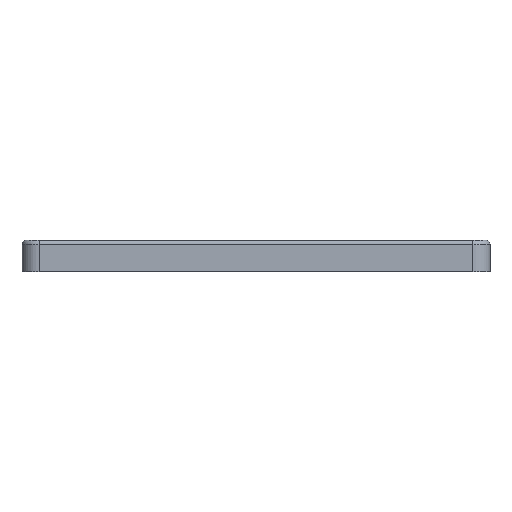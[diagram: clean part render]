
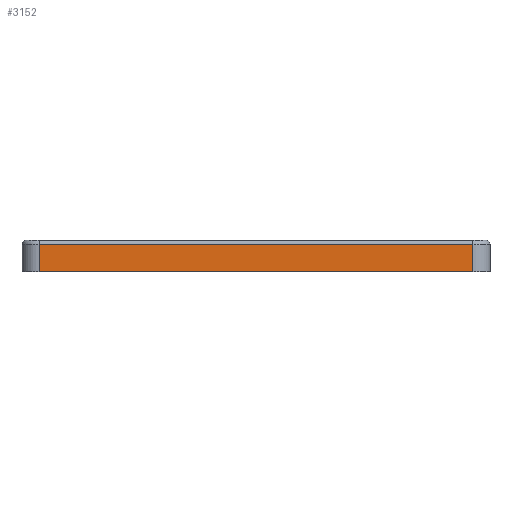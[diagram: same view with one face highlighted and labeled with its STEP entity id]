
A CAD part, left-side view. The second image highlights one B-rep face of the part: STEP entity #3152.
In plain terms, the highlighted planar face has unit normal (-1, 0, 0).
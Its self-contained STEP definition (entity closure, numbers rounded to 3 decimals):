
#3113=CARTESIAN_POINT('',(-5395.883,-875.974,210.989));
#3114=DIRECTION('',(1.,0.,-0.));
#3115=DIRECTION('',(0.,-1.,0.));
#3116=AXIS2_PLACEMENT_3D('',#3113,#3114,#3115);
#3117=PLANE('',#3116);
#3118=CARTESIAN_POINT('',(-5395.883,-1037.774,212.489));
#3119=VERTEX_POINT('',#3118);
#3120=CARTESIAN_POINT('',(-5395.883,-835.975,212.489));
#3121=VERTEX_POINT('',#3120);
#3122=CARTESIAN_POINT('',(-5395.883,-1037.774,212.489));
#3123=DIRECTION('',(-0.,1.,-0.));
#3124=VECTOR('',#3123,201.799);
#3125=LINE('',#3122,#3124);
#3126=EDGE_CURVE('',#3119,#3121,#3125,.T.);
#3127=ORIENTED_EDGE('',*,*,#3126,.T.);
#3128=CARTESIAN_POINT('',(-5395.883,-835.975,199.789));
#3129=VERTEX_POINT('',#3128);
#3130=CARTESIAN_POINT('',(-5395.883,-835.975,212.489));
#3131=DIRECTION('',(-0.,-0.,-1.));
#3132=VECTOR('',#3131,12.7);
#3133=LINE('',#3130,#3132);
#3134=EDGE_CURVE('',#3121,#3129,#3133,.T.);
#3135=ORIENTED_EDGE('',*,*,#3134,.T.);
#3136=CARTESIAN_POINT('',(-5395.883,-1037.774,199.789));
#3137=VERTEX_POINT('',#3136);
#3138=CARTESIAN_POINT('',(-5395.883,-835.975,199.789));
#3139=DIRECTION('',(-0.,-1.,-0.));
#3140=VECTOR('',#3139,201.799);
#3141=LINE('',#3138,#3140);
#3142=EDGE_CURVE('',#3129,#3137,#3141,.T.);
#3143=ORIENTED_EDGE('',*,*,#3142,.T.);
#3144=CARTESIAN_POINT('',(-5395.883,-1037.774,199.789));
#3145=DIRECTION('',(0.,-0.,1.));
#3146=VECTOR('',#3145,12.7);
#3147=LINE('',#3144,#3146);
#3148=EDGE_CURVE('',#3137,#3119,#3147,.T.);
#3149=ORIENTED_EDGE('',*,*,#3148,.T.);
#3150=EDGE_LOOP('',(#3127,#3135,#3143,#3149));
#3151=FACE_BOUND('',#3150,.T.);
#3152=ADVANCED_FACE('',(#3151),#3117,.F.);
